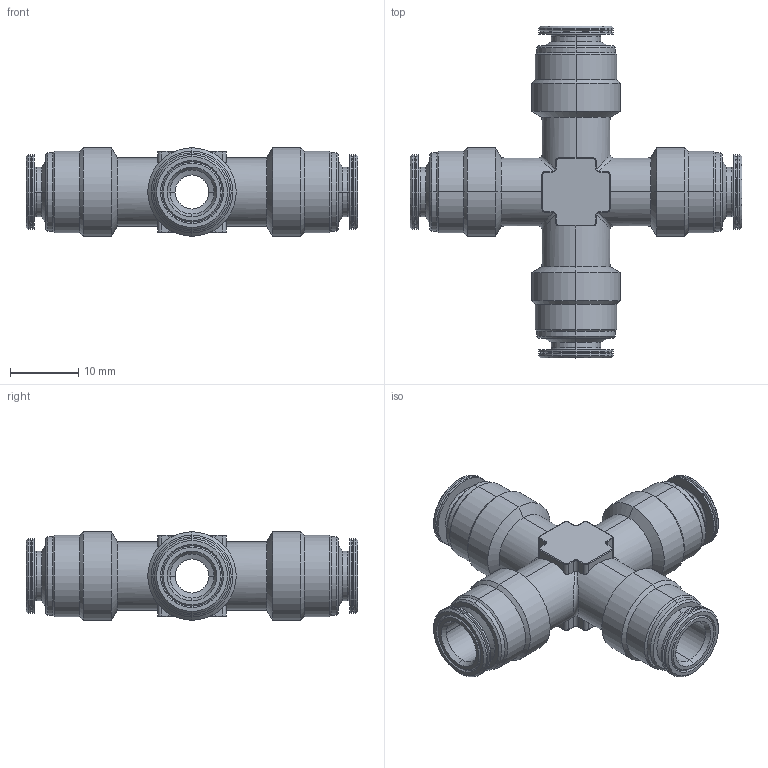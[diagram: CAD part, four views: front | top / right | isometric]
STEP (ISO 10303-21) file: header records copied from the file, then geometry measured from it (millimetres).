
FILE_DESCRIPTION(( 'MM.46.14.14.STEP' ), '1');
FILE_NAME( 'MM.46.14.14.STEP', '2018-10-03T09:01:33',( 'Sopra'),('sopra-pneumatic.com'), 'SwSTEP 2.0','SolidWorks 2009','' );
FILE_SCHEMA (( 'AUTOMOTIVE_DESIGN' ));
Length unit declared in the file: millimetre
Products named in the file (1): MM363030
Bounding box: 48.8 x 48.8 x 13 mm (x, y, z)
Volume: 6021.7 mm3; surface area: 5631.5 mm2
Topology: 1 solids, 1 shells, 302 faces, 684 edges, 394 vertices
Faces by surface type: cylinder 128, cone 96, plane 42, torus 32, bspline 4
Entity records: 8760 total; most frequent: CARTESIAN_POINT 1863, DIRECTION 1574, ORIENTED_EDGE 1368, EDGE_CURVE 684, AXIS2_PLACEMENT_3D 643, VERTEX_POINT 394, CIRCLE 344, EDGE_LOOP 318
